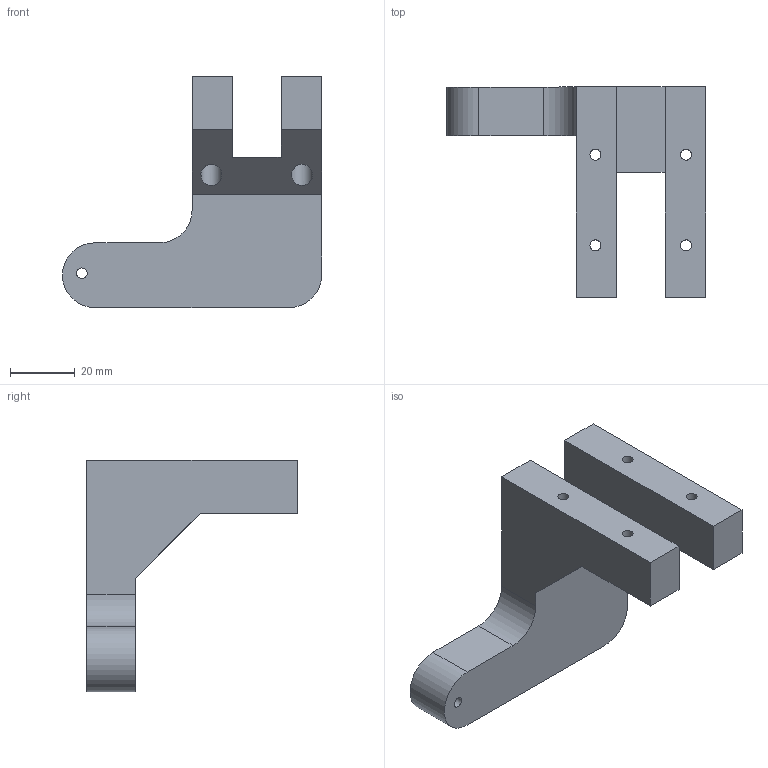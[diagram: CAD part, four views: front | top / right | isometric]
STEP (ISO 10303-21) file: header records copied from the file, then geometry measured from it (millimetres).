
FILE_DESCRIPTION(/* description */ (''),/* implementation_level */ '2;1');
FILE_NAME(/* name */ 'Z-Yoke 03-0002 v2.step',/* time_stamp */ '2021-01-31T16:23:41+01:00',/* author */ (''),/* organization */ (''),/* preprocessor_version */ 'ST-DEVELOPER v18.1',/* originating_system */ 'Autodesk Translation Framework v9.7.1.1290',/* authorisation */ '');
FILE_SCHEMA (('AUTOMOTIVE_DESIGN { 1 0 10303 214 3 1 1 }'));
Length unit declared in the file: millimetre
Products named in the file (1): Z-Yoke 03-0002
Bounding box: 80 x 65 x 71.4 mm (x, y, z)
Volume: 72942 mm3; surface area: 19545.2 mm2
Topology: 1 solids, 1 shells, 36 faces, 88 edges, 58 vertices
Faces by surface type: plane 20, cylinder 14, cone 2
Full cylindrical faces by diameter (mm): 2.529 x2, 3.3 x1, 3.4 x4, 6.5 x4
Entity records: 1114 total; most frequent: DIRECTION 188, CARTESIAN_POINT 181, ORIENTED_EDGE 172, EDGE_CURVE 86, AXIS2_PLACEMENT_3D 65, LINE 58, VECTOR 58, VERTEX_POINT 58
